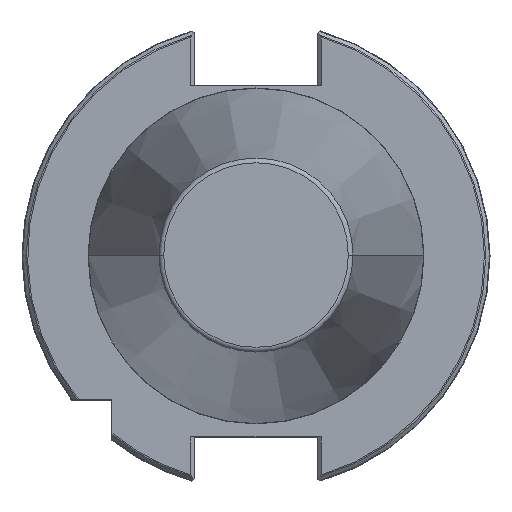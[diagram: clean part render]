
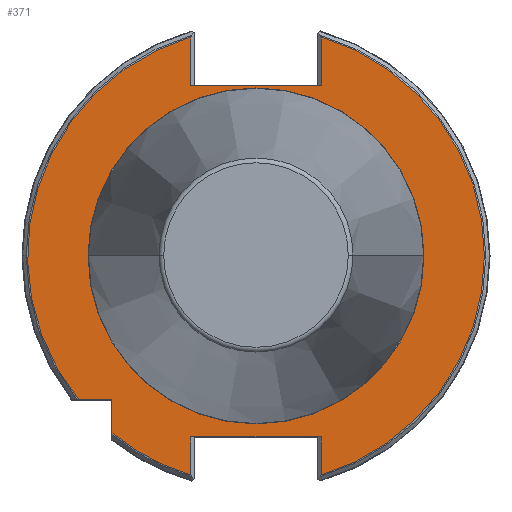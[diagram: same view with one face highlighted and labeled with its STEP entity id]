
A CAD part, top view. The second image highlights one B-rep face of the part: STEP entity #371.
In plain terms, the highlighted planar face has unit normal (0, 0, 1).
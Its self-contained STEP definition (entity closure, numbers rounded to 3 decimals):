
#3 = CARTESIAN_POINT ( 'NONE',  ( 13.55, 0., -3.2 ) ) ;
#21 = EDGE_LOOP ( 'NONE', ( #3095, #2574 ) ) ;
#27 = DIRECTION ( 'NONE',  ( 0., 0., 1. ) ) ;
#39 = EDGE_CURVE ( 'NONE', #1524, #2355, #585, .T. ) ;
#124 = VECTOR ( 'NONE', #1539, 1000. ) ;
#146 = CIRCLE ( 'NONE', #1545, 47.584 ) ;
#164 = CARTESIAN_POINT ( 'NONE',  ( 0., 0., -3.2 ) ) ;
#172 = AXIS2_PLACEMENT_3D ( 'NONE', #2476, #2663, #2451 ) ;
#184 = CARTESIAN_POINT ( 'NONE',  ( -30., -30., -3.2 ) ) ;
#238 = DIRECTION ( 'NONE',  ( 1., 0., 0. ) ) ;
#333 = DIRECTION ( 'NONE',  ( -1., 0., 0. ) ) ;
#341 = CARTESIAN_POINT ( 'NONE',  ( 0., 0., -3.2 ) ) ;
#356 = ORIENTED_EDGE ( 'NONE', *, *, #2375, .T. ) ;
#371 = ADVANCED_FACE ( 'NONE', ( #3166, #1065 ), #2858, .T. ) ;
#375 = LINE ( 'NONE', #1237, #1060 ) ;
#377 = CARTESIAN_POINT ( 'NONE',  ( 13.55, 35.5, -3.2 ) ) ;
#378 = CIRCLE ( 'NONE', #172, 35. ) ;
#381 = ORIENTED_EDGE ( 'NONE', *, *, #902, .T. ) ;
#399 = VERTEX_POINT ( 'NONE', #3293 ) ;
#402 = EDGE_CURVE ( 'NONE', #1240, #3199, #378, .T. ) ;
#423 = VECTOR ( 'NONE', #742, 1000. ) ;
#426 = VERTEX_POINT ( 'NONE', #2462 ) ;
#478 = EDGE_CURVE ( 'NONE', #3015, #1789, #3002, .T. ) ;
#514 = EDGE_CURVE ( 'NONE', #1645, #858, #146, .T. ) ;
#561 = DIRECTION ( 'NONE',  ( -1., 0., 0. ) ) ;
#585 = CIRCLE ( 'NONE', #1507, 47.584 ) ;
#626 = VECTOR ( 'NONE', #2065, 1000. ) ;
#634 = EDGE_CURVE ( 'NONE', #958, #3015, #1106, .T. ) ;
#657 = CARTESIAN_POINT ( 'NONE',  ( 0., 35.5, -3.2 ) ) ;
#688 = EDGE_CURVE ( 'NONE', #1602, #958, #1625, .T. ) ;
#705 = CARTESIAN_POINT ( 'NONE',  ( 13.55, -45.816, -3.2 ) ) ;
#732 = LINE ( 'NONE', #757, #124 ) ;
#742 = DIRECTION ( 'NONE',  ( 0., 1., 0. ) ) ;
#757 = CARTESIAN_POINT ( 'NONE',  ( -13.55, 0., -3.2 ) ) ;
#775 = CARTESIAN_POINT ( 'NONE',  ( -13.55, 45.816, -3.2 ) ) ;
#778 = VECTOR ( 'NONE', #3060, 1000. ) ;
#789 = VERTEX_POINT ( 'NONE', #2240 ) ;
#791 = EDGE_CURVE ( 'NONE', #426, #1602, #1306, .T. ) ;
#805 = CARTESIAN_POINT ( 'NONE',  ( 0., 0., -3.2 ) ) ;
#808 = CARTESIAN_POINT ( 'NONE',  ( 35., 0., -3.2 ) ) ;
#830 = CARTESIAN_POINT ( 'NONE',  ( -30., -30., -3.2 ) ) ;
#858 = VERTEX_POINT ( 'NONE', #2773 ) ;
#886 = CIRCLE ( 'NONE', #1303, 35. ) ;
#902 = EDGE_CURVE ( 'NONE', #399, #789, #375, .T. ) ;
#927 = CARTESIAN_POINT ( 'NONE',  ( -35., 0., -3.2 ) ) ;
#958 = VERTEX_POINT ( 'NONE', #2897 ) ;
#1011 = DIRECTION ( 'NONE',  ( 0., 0., 1. ) ) ;
#1051 = LINE ( 'NONE', #184, #3078 ) ;
#1060 = VECTOR ( 'NONE', #2552, 1000. ) ;
#1065 = FACE_BOUND ( 'NONE', #21, .T. ) ;
#1067 = VERTEX_POINT ( 'NONE', #830 ) ;
#1072 = ORIENTED_EDGE ( 'NONE', *, *, #1496, .F. ) ;
#1076 = DIRECTION ( 'NONE',  ( 1., 0., 0. ) ) ;
#1106 = LINE ( 'NONE', #775, #423 ) ;
#1117 = CARTESIAN_POINT ( 'NONE',  ( -30., -36.936, -3.2 ) ) ;
#1203 = AXIS2_PLACEMENT_3D ( 'NONE', #164, #27, #3402 ) ;
#1237 = CARTESIAN_POINT ( 'NONE',  ( 0., -37.7, -3.2 ) ) ;
#1240 = VERTEX_POINT ( 'NONE', #927 ) ;
#1303 = AXIS2_PLACEMENT_3D ( 'NONE', #3380, #1767, #238 ) ;
#1306 = LINE ( 'NONE', #3, #626 ) ;
#1318 = EDGE_CURVE ( 'NONE', #789, #1645, #2129, .T. ) ;
#1391 = ORIENTED_EDGE ( 'NONE', *, *, #3087, .T. ) ;
#1473 = VECTOR ( 'NONE', #333, 1000. ) ;
#1496 = EDGE_CURVE ( 'NONE', #1067, #1789, #2873, .T. ) ;
#1507 = AXIS2_PLACEMENT_3D ( 'NONE', #341, #2422, #1076 ) ;
#1524 = VERTEX_POINT ( 'NONE', #1117 ) ;
#1539 = DIRECTION ( 'NONE',  ( 0., 1., 0. ) ) ;
#1545 = AXIS2_PLACEMENT_3D ( 'NONE', #2772, #2757, #2654 ) ;
#1549 = VECTOR ( 'NONE', #561, 1000. ) ;
#1602 = VERTEX_POINT ( 'NONE', #377 ) ;
#1625 = LINE ( 'NONE', #657, #1549 ) ;
#1645 = VERTEX_POINT ( 'NONE', #1915 ) ;
#1767 = DIRECTION ( 'NONE',  ( 0., 0., 1. ) ) ;
#1789 = VERTEX_POINT ( 'NONE', #3342 ) ;
#1857 = CARTESIAN_POINT ( 'NONE',  ( -30., -30., -3.2 ) ) ;
#1862 = EDGE_CURVE ( 'NONE', #3199, #1240, #886, .T. ) ;
#1915 = CARTESIAN_POINT ( 'NONE',  ( 13.55, -45.614, -3.2 ) ) ;
#2006 = CIRCLE ( 'NONE', #2199, 47.584 ) ;
#2065 = DIRECTION ( 'NONE',  ( 0., -1., 0. ) ) ;
#2129 = LINE ( 'NONE', #705, #778 ) ;
#2199 = AXIS2_PLACEMENT_3D ( 'NONE', #2579, #1011, #2854 ) ;
#2240 = CARTESIAN_POINT ( 'NONE',  ( 13.55, -37.7, -3.2 ) ) ;
#2355 = VERTEX_POINT ( 'NONE', #2497 ) ;
#2375 = EDGE_CURVE ( 'NONE', #1067, #1524, #1051, .T. ) ;
#2414 = ORIENTED_EDGE ( 'NONE', *, *, #39, .T. ) ;
#2422 = DIRECTION ( 'NONE',  ( 0., 0., 1. ) ) ;
#2451 = DIRECTION ( 'NONE',  ( 1., 0., 0. ) ) ;
#2462 = CARTESIAN_POINT ( 'NONE',  ( 13.55, 45.614, -3.2 ) ) ;
#2474 = EDGE_CURVE ( 'NONE', #858, #426, #2006, .T. ) ;
#2476 = CARTESIAN_POINT ( 'NONE',  ( 0., 0., -3.2 ) ) ;
#2494 = ORIENTED_EDGE ( 'NONE', *, *, #1318, .T. ) ;
#2497 = CARTESIAN_POINT ( 'NONE',  ( -13.55, -45.614, -3.2 ) ) ;
#2552 = DIRECTION ( 'NONE',  ( 1., 0., 0. ) ) ;
#2573 = DIRECTION ( 'NONE',  ( 1., 0., 0. ) ) ;
#2574 = ORIENTED_EDGE ( 'NONE', *, *, #402, .F. ) ;
#2579 = CARTESIAN_POINT ( 'NONE',  ( 0., 0., -3.2 ) ) ;
#2654 = DIRECTION ( 'NONE',  ( 1., 0., 0. ) ) ;
#2663 = DIRECTION ( 'NONE',  ( 0., 0., 1. ) ) ;
#2757 = DIRECTION ( 'NONE',  ( 0., 0., 1. ) ) ;
#2772 = CARTESIAN_POINT ( 'NONE',  ( 0., 0., -3.2 ) ) ;
#2773 = CARTESIAN_POINT ( 'NONE',  ( 47.584, 0., -3.2 ) ) ;
#2790 = DIRECTION ( 'NONE',  ( 0., -1., 0. ) ) ;
#2854 = DIRECTION ( 'NONE',  ( 1., 0., 0. ) ) ;
#2858 = PLANE ( 'NONE',  #3394 ) ;
#2873 = LINE ( 'NONE', #1857, #1473 ) ;
#2897 = CARTESIAN_POINT ( 'NONE',  ( -13.55, 35.5, -3.2 ) ) ;
#2914 = ORIENTED_EDGE ( 'NONE', *, *, #791, .T. ) ;
#3002 = CIRCLE ( 'NONE', #1203, 47.584 ) ;
#3015 = VERTEX_POINT ( 'NONE', #3090 ) ;
#3056 = EDGE_LOOP ( 'NONE', ( #356, #2414, #1391, #381, #2494, #3374, #3395, #2914, #3400, #3069, #3058, #1072 ) ) ;
#3058 = ORIENTED_EDGE ( 'NONE', *, *, #478, .T. ) ;
#3060 = DIRECTION ( 'NONE',  ( 0., -1., 0. ) ) ;
#3069 = ORIENTED_EDGE ( 'NONE', *, *, #634, .T. ) ;
#3078 = VECTOR ( 'NONE', #2790, 1000. ) ;
#3087 = EDGE_CURVE ( 'NONE', #2355, #399, #732, .T. ) ;
#3090 = CARTESIAN_POINT ( 'NONE',  ( -13.55, 45.614, -3.2 ) ) ;
#3095 = ORIENTED_EDGE ( 'NONE', *, *, #1862, .F. ) ;
#3166 = FACE_OUTER_BOUND ( 'NONE', #3056, .T. ) ;
#3199 = VERTEX_POINT ( 'NONE', #808 ) ;
#3273 = DIRECTION ( 'NONE',  ( 0., 0., 1. ) ) ;
#3293 = CARTESIAN_POINT ( 'NONE',  ( -13.55, -37.7, -3.2 ) ) ;
#3342 = CARTESIAN_POINT ( 'NONE',  ( -36.936, -30., -3.2 ) ) ;
#3374 = ORIENTED_EDGE ( 'NONE', *, *, #514, .T. ) ;
#3380 = CARTESIAN_POINT ( 'NONE',  ( 0., 0., -3.2 ) ) ;
#3394 = AXIS2_PLACEMENT_3D ( 'NONE', #805, #3273, #2573 ) ;
#3395 = ORIENTED_EDGE ( 'NONE', *, *, #2474, .T. ) ;
#3400 = ORIENTED_EDGE ( 'NONE', *, *, #688, .T. ) ;
#3402 = DIRECTION ( 'NONE',  ( 1., 0., 0. ) ) ;
